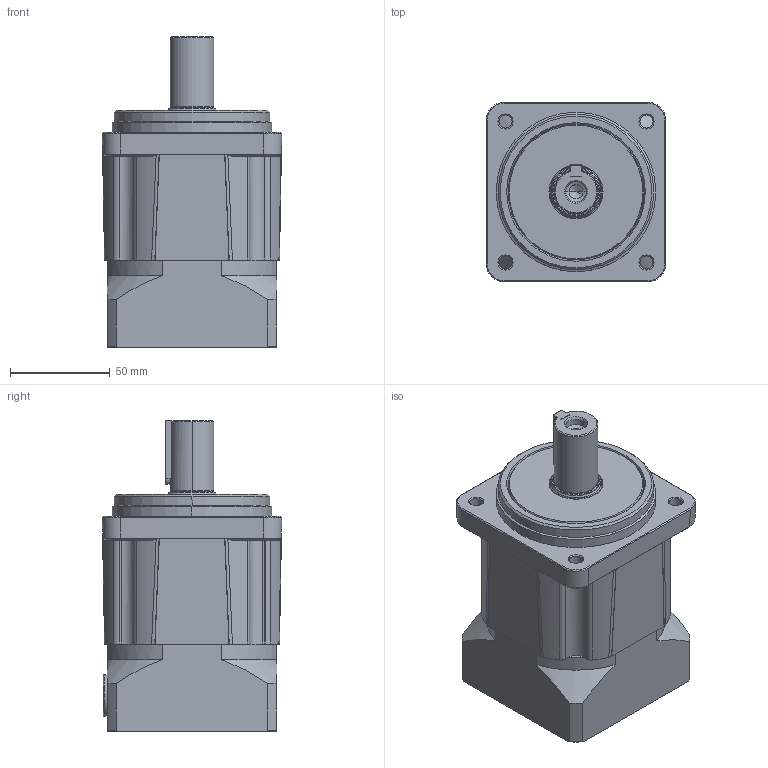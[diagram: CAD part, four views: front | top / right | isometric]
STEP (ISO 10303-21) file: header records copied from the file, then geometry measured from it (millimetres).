
FILE_DESCRIPTION (( 'STEP AP214' ), '1' );
FILE_NAME ('Outside_9810086340_HPN-20A-05-J6AFC-BC3-BL3-OM.step', '2021-07-20T10:11:43', ( 'Windows ユーザー' ), ( '' ), 'SwSTEP 2.0', 'SolidWorks 2018', '' );
FILE_SCHEMA (( 'AUTOMOTIVE_DESIGN' ));
Length unit declared in the file: millimetre
Products named in the file (1): Outside_9810086340_HPN-20A-05-J6AFC-BC3-BL3-OM
Bounding box: 90 x 90 x 155.8 mm (x, y, z)
Volume: 742668.1 mm3; surface area: 76993.1 mm2
Topology: 2 solids, 2 shells, 489 faces, 1206 edges, 757 vertices
Faces by surface type: plane 193, cylinder 163, cone 72, torus 32, bspline 21, sphere 8
Entity records: 20762 total; most frequent: CARTESIAN_POINT 4363, DIRECTION 2420, ORIENTED_EDGE 2392, EDGE_CURVE 1196, AXIS2_PLACEMENT_3D 910, VERTEX_POINT 757, VECTOR 600, LINE 600
